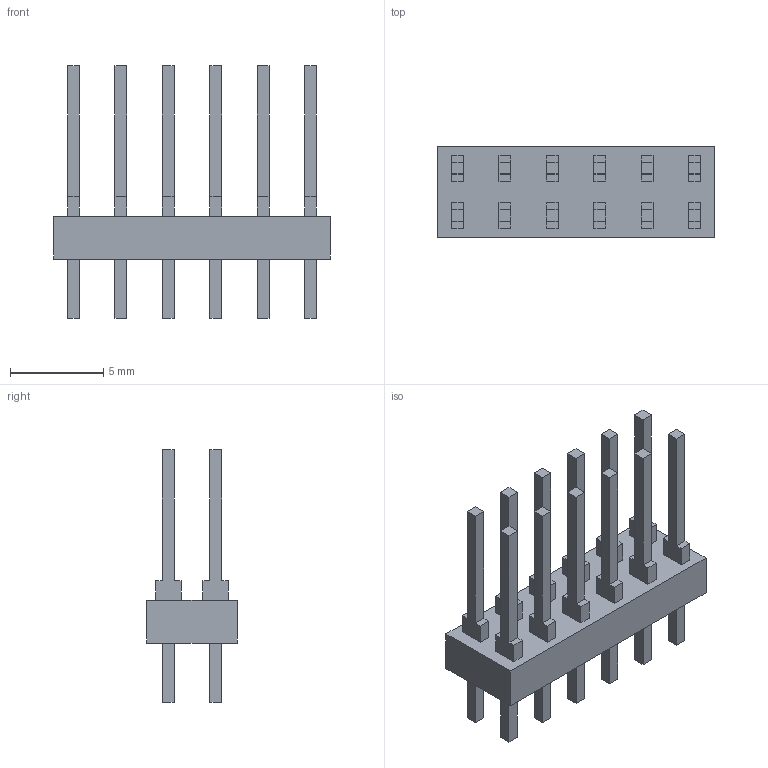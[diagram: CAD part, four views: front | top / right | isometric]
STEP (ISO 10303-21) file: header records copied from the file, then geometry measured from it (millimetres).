
FILE_DESCRIPTION((''),'2;1');
FILE_NAME('C-87227-6','2020-06-04T03:51:42',('workeradm'),('TE Connectivity Ltd.'),'CREO PARAMETRIC BY PTC INC, 2019292','CREO PARAMETRIC BY PTC INC, 2019292','');
FILE_SCHEMA(('AUTOMOTIVE_DESIGN { 1 0 10303 214 1 1 1 1 }'));
Length unit declared in the file: millimetre
Products named in the file (1): C-87227-6
Bounding box: 14.83 x 4.88 x 13.54 mm (x, y, z)
Volume: 225.8 mm3; surface area: 596.6 mm2
Topology: 1 solids, 1 shells, 174 faces, 445 edges, 298 vertices
Faces by surface type: plane 174
Entity records: 5366 total; most frequent: CARTESIAN_POINT 923, ORIENTED_EDGE 888, DIRECTION 805, VECTOR 445, LINE 445, EDGE_CURVE 444, VERTEX_POINT 296, EDGE_LOOP 198
